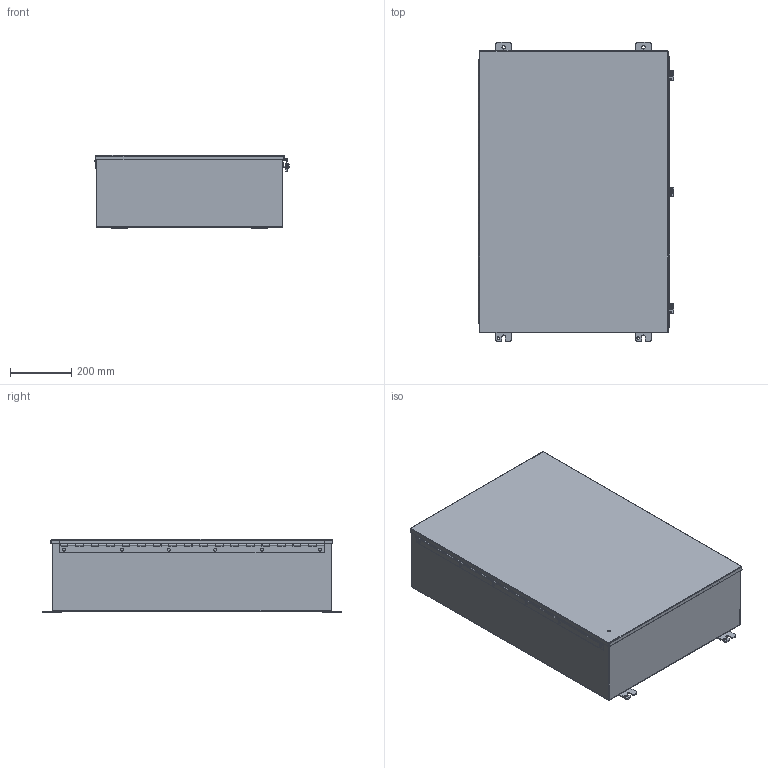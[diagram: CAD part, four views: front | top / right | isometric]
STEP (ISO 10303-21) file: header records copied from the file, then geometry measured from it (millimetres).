
FILE_DESCRIPTION((''),'2;1');
FILE_NAME('B362409CH.iam.stp','2012-02-19T14:17:57',(''),(''),'Autodesk Inventor 2012','Autodesk Inventor 2012','');
FILE_SCHEMA(('AUTOMOTIVE_DESIGN { 1 0 10303 214 1 1 1 1 }'));
Length unit declared in the file: inch
Products named in the file (13): B362409CH; B362409CHBKP; B3624CHLID; H6010103; Hinge Female B(CH) 34 in; Hinge Male B(CH) 34 in; 34 INCH HINGE PIN; 34840; 38846; 388116; 30822; 372134; C1002
Assembly tree (26 placements, depth 3):
  B362409CH
    B362409CHBKP
    B3624CHLID
    H6010103
      Hinge Female B(CH) 34 in
      Hinge Male B(CH) 34 in
      34 INCH HINGE PIN
    34840  x4
    38846
    388116  x6
    30822  x3
    372134  x3
    C1002  x3
Bounding box: 638.45 x 978.03 x 239.34 mm (x, y, z)
Volume: 3682229.5 mm3; surface area: 3920414.8 mm2
Topology: 25 solids, 25 shells, 838 faces, 1939 edges, 1212 vertices
Faces by surface type: plane 519, cylinder 241, cone 34, bspline 24, torus 14, sphere 6
Full cylindrical faces by diameter (mm): 2.794 x12, 3.048 x1, 4.978 x3, 6.35 x4, 7.95 x4, 8.382 x12, 8.56 x1, 8.738 x3, 9.525 x6, 10.402 x3, 11.125 x4, 15.875 x6
Entity records: 18618 total; most frequent: CARTESIAN_POINT 3762, DIRECTION 2928, ORIENTED_EDGE 2740, EDGE_CURVE 1370, AXIS2_PLACEMENT_3D 977, VECTOR 974, LINE 974, VERTEX_POINT 872
